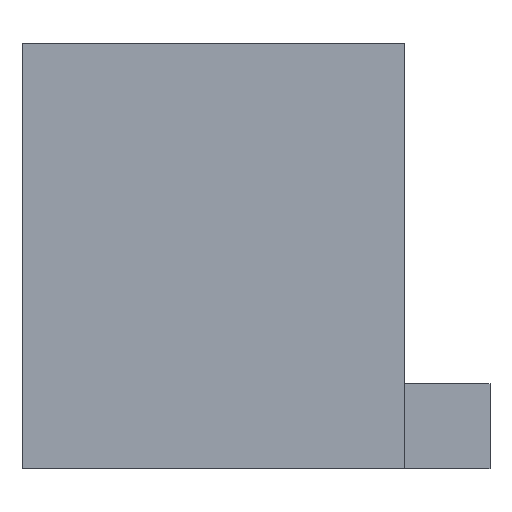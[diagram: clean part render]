
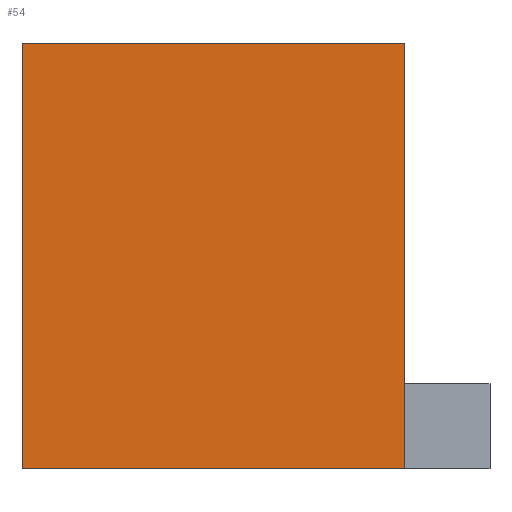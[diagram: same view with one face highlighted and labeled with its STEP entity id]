
A CAD part, front view. The second image highlights one B-rep face of the part: STEP entity #54.
In plain terms, the highlighted planar face has unit normal (0, -1, 0).
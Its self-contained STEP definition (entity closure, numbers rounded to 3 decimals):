
#54=ADVANCED_FACE('',(#71),#73,.T.);
#71=FACE_BOUND('',#72,.T.);
#72=EDGE_LOOP('',(#147,#148,#149,#150,#151));
#73=PLANE('',#74);
#74=AXIS2_PLACEMENT_3D('',#75,#76,#77);
#75=CARTESIAN_POINT('',(-50.,15.5,0.));
#76=DIRECTION('',(0.,-1.,0.));
#77=DIRECTION('',(1.,0.,0.));
#147=ORIENTED_EDGE('',*,*,#199,.T.);
#148=ORIENTED_EDGE('',*,*,#200,.T.);
#149=ORIENTED_EDGE('',*,*,#201,.T.);
#150=ORIENTED_EDGE('',*,*,#202,.F.);
#151=ORIENTED_EDGE('',*,*,#194,.F.);
#194=EDGE_CURVE('',#220,#222,#223,.T.);
#199=EDGE_CURVE('',#220,#231,#232,.T.);
#200=EDGE_CURVE('',#231,#233,#234,.T.);
#201=EDGE_CURVE('',#233,#235,#236,.T.);
#202=EDGE_CURVE('',#222,#235,#237,.T.);
#220=VERTEX_POINT('',#263);
#222=VERTEX_POINT('',#267);
#223=LINE('',#268,#269);
#231=VERTEX_POINT('',#286);
#232=LINE('',#287,#288);
#233=VERTEX_POINT('',#290);
#234=LINE('',#291,#292);
#235=VERTEX_POINT('',#294);
#236=LINE('',#295,#296);
#237=LINE('',#298,#299);
#263=CARTESIAN_POINT('',(-50.,15.5,0.));
#267=CARTESIAN_POINT('',(-50.,15.5,50.));
#268=CARTESIAN_POINT('',(-50.,15.5,0.));
#269=VECTOR('',#270,1.);
#270=DIRECTION('',(0.,0.,1.));
#286=CARTESIAN_POINT('',(-5.,15.5,0.));
#287=CARTESIAN_POINT('',(-50.,15.5,0.));
#288=VECTOR('',#289,1.);
#289=DIRECTION('',(1.,0.,0.));
#290=CARTESIAN_POINT('',(-5.,15.5,10.));
#291=CARTESIAN_POINT('',(-5.,15.5,0.));
#292=VECTOR('',#293,1.);
#293=DIRECTION('',(0.,0.,1.));
#294=CARTESIAN_POINT('',(-5.,15.5,50.));
#295=CARTESIAN_POINT('',(-5.,15.5,10.));
#296=VECTOR('',#297,1.);
#297=DIRECTION('',(0.,0.,1.));
#298=CARTESIAN_POINT('',(-50.,15.5,50.));
#299=VECTOR('',#300,1.);
#300=DIRECTION('',(1.,0.,0.));
